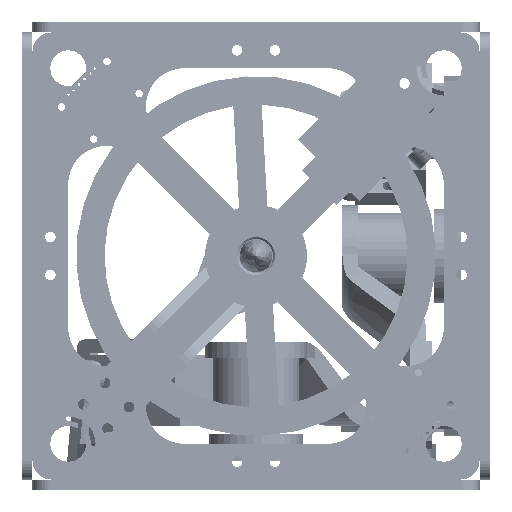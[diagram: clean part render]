
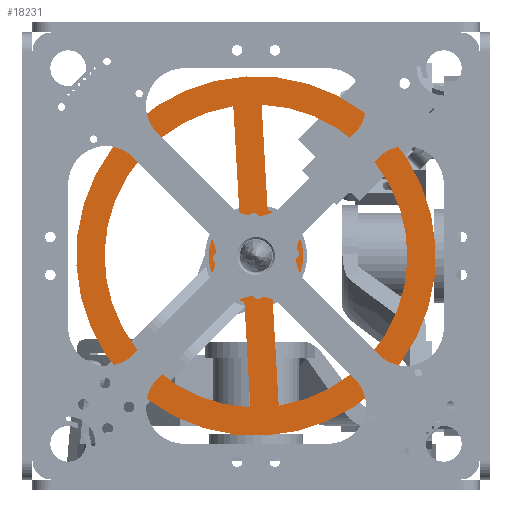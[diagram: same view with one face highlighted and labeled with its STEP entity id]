
A CAD part, front view. The second image highlights one B-rep face of the part: STEP entity #18231.
In plain terms, the highlighted planar face has unit normal (0, -1, 0).
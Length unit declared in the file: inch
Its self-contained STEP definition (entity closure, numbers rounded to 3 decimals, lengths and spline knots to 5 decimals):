
#1443=FACE_BOUND('',#4572,.T.);
#1444=FACE_BOUND('',#4573,.T.);
#1445=FACE_BOUND('',#4574,.T.);
#1446=FACE_BOUND('',#4575,.T.);
#1447=FACE_BOUND('',#4576,.T.);
#1448=FACE_BOUND('',#4577,.T.);
#1449=FACE_BOUND('',#4578,.T.);
#2192=PLANE('',#20202);
#3168=FACE_OUTER_BOUND('',#4571,.T.);
#4571=EDGE_LOOP('',(#16219));
#4572=EDGE_LOOP('',(#16220,#16221,#16222,#16223));
#4573=EDGE_LOOP('',(#16224,#16225,#16226,#16227));
#4574=EDGE_LOOP('',(#16228));
#4575=EDGE_LOOP('',(#16229));
#4576=EDGE_LOOP('',(#16230));
#4577=EDGE_LOOP('',(#16231));
#4578=EDGE_LOOP('',(#16232));
#6152=LINE('',#29997,#7659);
#6157=LINE('',#30011,#7664);
#6160=LINE('',#30021,#7667);
#6165=LINE('',#30035,#7672);
#7659=VECTOR('',#24849,0.3937);
#7664=VECTOR('',#24862,0.3937);
#7667=VECTOR('',#24873,0.3937);
#7672=VECTOR('',#24886,0.3937);
#8364=CIRCLE('',#20169,2.375);
#8366=CIRCLE('',#20173,0.625);
#8368=CIRCLE('',#20177,2.);
#8370=CIRCLE('',#20181,0.625);
#8372=CIRCLE('',#20185,2.);
#8375=CIRCLE('',#20189,0.25);
#8377=CIRCLE('',#20192,0.0689);
#8379=CIRCLE('',#20195,0.0689);
#8381=CIRCLE('',#20198,0.0689);
#8383=CIRCLE('',#20201,0.0689);
#9872=VERTEX_POINT('',#29990);
#9874=VERTEX_POINT('',#29995);
#9875=VERTEX_POINT('',#29996);
#9878=VERTEX_POINT('',#30004);
#9880=VERTEX_POINT('',#30010);
#9882=VERTEX_POINT('',#30019);
#9883=VERTEX_POINT('',#30020);
#9886=VERTEX_POINT('',#30028);
#9888=VERTEX_POINT('',#30034);
#9891=VERTEX_POINT('',#30045);
#9893=VERTEX_POINT('',#30050);
#9895=VERTEX_POINT('',#30055);
#9897=VERTEX_POINT('',#30060);
#9899=VERTEX_POINT('',#30065);
#12029=EDGE_CURVE('',#9872,#9872,#8364,.T.);
#12031=EDGE_CURVE('',#9874,#9875,#6152,.T.);
#12035=EDGE_CURVE('',#9875,#9878,#8366,.T.);
#12038=EDGE_CURVE('',#9878,#9880,#6157,.T.);
#12041=EDGE_CURVE('',#9880,#9874,#8368,.T.);
#12043=EDGE_CURVE('',#9882,#9883,#6160,.T.);
#12047=EDGE_CURVE('',#9883,#9886,#8370,.T.);
#12050=EDGE_CURVE('',#9886,#9888,#6165,.T.);
#12053=EDGE_CURVE('',#9888,#9882,#8372,.T.);
#12056=EDGE_CURVE('',#9891,#9891,#8375,.T.);
#12058=EDGE_CURVE('',#9893,#9893,#8377,.T.);
#12060=EDGE_CURVE('',#9895,#9895,#8379,.T.);
#12062=EDGE_CURVE('',#9897,#9897,#8381,.T.);
#12064=EDGE_CURVE('',#9899,#9899,#8383,.T.);
#16219=ORIENTED_EDGE('',*,*,#12029,.T.);
#16220=ORIENTED_EDGE('',*,*,#12038,.T.);
#16221=ORIENTED_EDGE('',*,*,#12041,.T.);
#16222=ORIENTED_EDGE('',*,*,#12031,.T.);
#16223=ORIENTED_EDGE('',*,*,#12035,.T.);
#16224=ORIENTED_EDGE('',*,*,#12050,.T.);
#16225=ORIENTED_EDGE('',*,*,#12053,.T.);
#16226=ORIENTED_EDGE('',*,*,#12043,.T.);
#16227=ORIENTED_EDGE('',*,*,#12047,.T.);
#16228=ORIENTED_EDGE('',*,*,#12056,.T.);
#16229=ORIENTED_EDGE('',*,*,#12058,.T.);
#16230=ORIENTED_EDGE('',*,*,#12060,.T.);
#16231=ORIENTED_EDGE('',*,*,#12062,.T.);
#16232=ORIENTED_EDGE('',*,*,#12064,.T.);
#18231=ADVANCED_FACE('',(#3168,#1443,#1444,#1445,#1446,#1447,#1448,#1449),
#2192,.F.);
#20169=AXIS2_PLACEMENT_3D('',#29991,#24843,#24844);
#20173=AXIS2_PLACEMENT_3D('',#30005,#24855,#24856);
#20177=AXIS2_PLACEMENT_3D('',#30016,#24867,#24868);
#20181=AXIS2_PLACEMENT_3D('',#30029,#24879,#24880);
#20185=AXIS2_PLACEMENT_3D('',#30040,#24891,#24892);
#20189=AXIS2_PLACEMENT_3D('',#30046,#24899,#24900);
#20192=AXIS2_PLACEMENT_3D('',#30051,#24905,#24906);
#20195=AXIS2_PLACEMENT_3D('',#30056,#24911,#24912);
#20198=AXIS2_PLACEMENT_3D('',#30061,#24917,#24918);
#20201=AXIS2_PLACEMENT_3D('',#30066,#24923,#24924);
#20202=AXIS2_PLACEMENT_3D('',#30067,#24925,#24926);
#24843=DIRECTION('center_axis',(0.,-1.,0.));
#24844=DIRECTION('ref_axis',(-1.,0.,0.));
#24849=DIRECTION('',(0.,0.,-1.));
#24855=DIRECTION('center_axis',(0.,-1.,0.));
#24856=DIRECTION('ref_axis',(-0.3,0.,-0.954));
#24862=DIRECTION('',(0.,0.,-1.));
#24867=DIRECTION('center_axis',(0.,1.,0.));
#24868=DIRECTION('ref_axis',(0.094,0.,0.996));
#24873=DIRECTION('',(0.,0.,1.));
#24879=DIRECTION('center_axis',(0.,-1.,0.));
#24880=DIRECTION('ref_axis',(-0.3,0.,-0.954));
#24886=DIRECTION('',(0.,0.,1.));
#24891=DIRECTION('center_axis',(0.,1.,0.));
#24892=DIRECTION('ref_axis',(0.094,0.,0.996));
#24899=DIRECTION('center_axis',(0.,1.,0.));
#24900=DIRECTION('ref_axis',(1.,0.,0.));
#24905=DIRECTION('center_axis',(0.,1.,0.));
#24906=DIRECTION('ref_axis',(1.,0.,0.));
#24911=DIRECTION('center_axis',(0.,1.,0.));
#24912=DIRECTION('ref_axis',(1.,0.,0.));
#24917=DIRECTION('center_axis',(0.,1.,0.));
#24918=DIRECTION('ref_axis',(1.,0.,0.));
#24923=DIRECTION('center_axis',(0.,1.,0.));
#24924=DIRECTION('ref_axis',(1.,0.,0.));
#24925=DIRECTION('center_axis',(0.,1.,0.));
#24926=DIRECTION('ref_axis',(0.,0.,1.));
#29990=CARTESIAN_POINT('',(2.375,0.,0.));
#29991=CARTESIAN_POINT('Origin',(0.,0.,0.));
#29995=CARTESIAN_POINT('',(-0.1875,0.,1.99119));
#29996=CARTESIAN_POINT('',(-0.1875,0.,0.59621));
#29997=CARTESIAN_POINT('',(-0.1875,0.,0.29811));
#30004=CARTESIAN_POINT('',(-0.1875,0.,-0.59621));
#30005=CARTESIAN_POINT('Origin',(0.,0.,0.));
#30010=CARTESIAN_POINT('',(-0.1875,0.,-1.99119));
#30011=CARTESIAN_POINT('',(-0.1875,0.,-0.9956));
#30016=CARTESIAN_POINT('Origin',(0.,0.,0.));
#30019=CARTESIAN_POINT('',(0.1875,0.,-1.99119));
#30020=CARTESIAN_POINT('',(0.1875,0.,-0.59621));
#30021=CARTESIAN_POINT('',(0.1875,0.,-0.29811));
#30028=CARTESIAN_POINT('',(0.1875,0.,0.59621));
#30029=CARTESIAN_POINT('Origin',(0.,0.,0.));
#30034=CARTESIAN_POINT('',(0.1875,0.,1.99119));
#30035=CARTESIAN_POINT('',(0.1875,0.,0.9956));
#30040=CARTESIAN_POINT('Origin',(0.,0.,0.));
#30045=CARTESIAN_POINT('',(-0.25,0.,0.));
#30046=CARTESIAN_POINT('Origin',(0.,0.,0.));
#30050=CARTESIAN_POINT('',(-0.0689,0.,0.5));
#30051=CARTESIAN_POINT('Origin',(0.,0.,0.5));
#30055=CARTESIAN_POINT('',(-0.5689,0.,0.));
#30056=CARTESIAN_POINT('Origin',(-0.5,0.,0.));
#30060=CARTESIAN_POINT('',(-0.0689,0.,-0.5));
#30061=CARTESIAN_POINT('Origin',(0.,0.,-0.5));
#30065=CARTESIAN_POINT('',(0.4311,0.,0.));
#30066=CARTESIAN_POINT('Origin',(0.5,0.,0.));
#30067=CARTESIAN_POINT('Origin',(0.,0.,0.));
